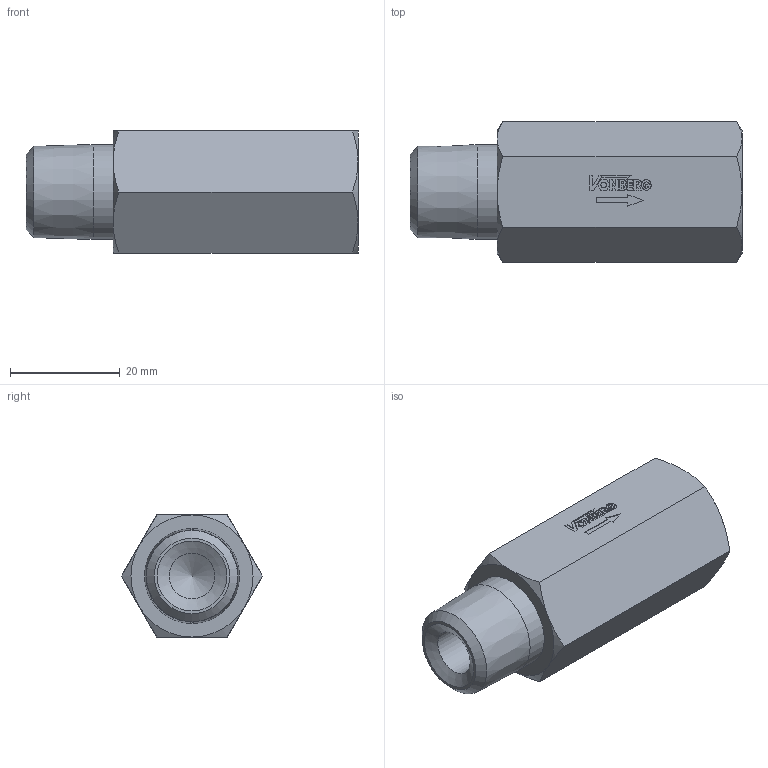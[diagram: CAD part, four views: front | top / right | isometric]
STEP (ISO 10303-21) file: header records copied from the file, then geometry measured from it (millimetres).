
FILE_DESCRIPTION((''),'2;1');
FILE_NAME('10101-503.stp','2015-01-02T13:28:13',('jml'),(''),'Autodesk Inventor 2010','Autodesk Inventor 2010','');
FILE_SCHEMA(('AUTOMOTIVE_DESIGN { 1 0 10303 214 1 1 1 1 }'));
Length unit declared in the file: inch
Products named in the file (1): 10101-503
Bounding box: 60.45 x 25.66 x 22.23 mm (x, y, z)
Volume: 17128.8 mm3; surface area: 6750.3 mm2
Topology: 1 solids, 1 shells, 130 faces, 319 edges, 207 vertices
Faces by surface type: plane 94, cylinder 18, cone 18
Full cylindrical faces by diameter (mm): 1.044 x1, 7.925 x1, 8.331 x1, 17.297 x1
Entity records: 3834 total; most frequent: CARTESIAN_POINT 693, ORIENTED_EDGE 616, DIRECTION 600, EDGE_CURVE 308, VECTOR 230, LINE 230, VERTEX_POINT 206, AXIS2_PLACEMENT_3D 185
